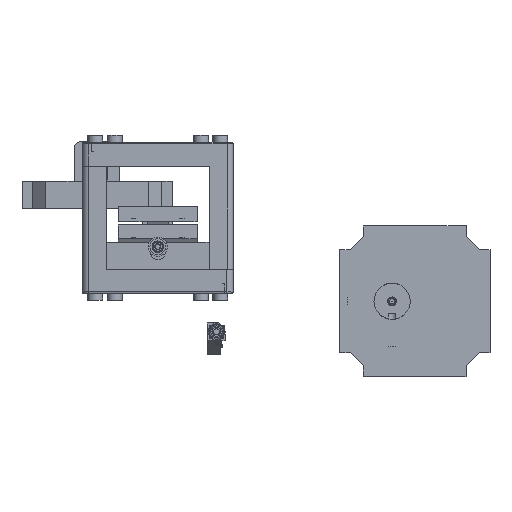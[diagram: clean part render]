
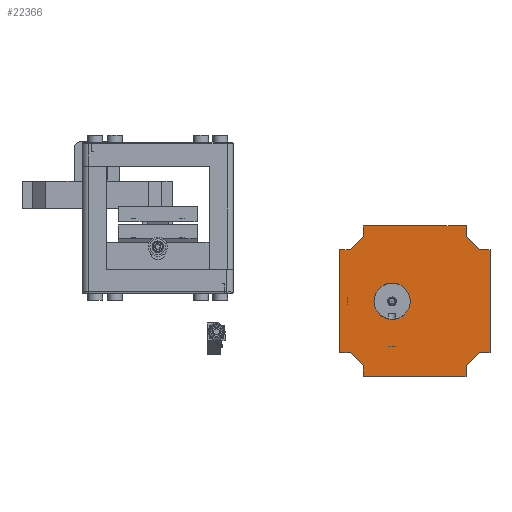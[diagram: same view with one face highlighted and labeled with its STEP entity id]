
A CAD part, top view. The second image highlights one B-rep face of the part: STEP entity #22366.
In plain terms, the highlighted planar face has unit normal (0, 0, 1).
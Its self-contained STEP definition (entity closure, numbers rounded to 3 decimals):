
#715=FACE_BOUND('',#3940,.T.);
#1272=PLANE('',#24404);
#2637=FACE_OUTER_BOUND('',#3939,.T.);
#3939=EDGE_LOOP('',(#18550,#18551,#18552,#18553,#18554,#18555,#18556,#18557,
#18558,#18559,#18560,#18561,#18562,#18563,#18564,#18565));
#3940=EDGE_LOOP('',(#18566));
#4888=CIRCLE('',#24391,6.);
#6662=LINE('',#37415,#8617);
#6666=LINE('',#37422,#8621);
#6669=LINE('',#37428,#8624);
#6672=LINE('',#37436,#8627);
#6675=LINE('',#37442,#8630);
#6679=LINE('',#37449,#8634);
#6682=LINE('',#37457,#8637);
#6686=LINE('',#37464,#8641);
#6689=LINE('',#37470,#8644);
#6692=LINE('',#37478,#8647);
#6695=LINE('',#37484,#8650);
#6699=LINE('',#37491,#8654);
#6700=LINE('',#37493,#8655);
#6701=LINE('',#37494,#8656);
#6702=LINE('',#37495,#8657);
#6703=LINE('',#37496,#8658);
#8617=VECTOR('',#28965,10.);
#8621=VECTOR('',#28971,10.);
#8624=VECTOR('',#28976,10.);
#8627=VECTOR('',#28981,10.);
#8630=VECTOR('',#28986,10.);
#8634=VECTOR('',#28992,10.);
#8637=VECTOR('',#28997,10.);
#8641=VECTOR('',#29003,10.);
#8644=VECTOR('',#29008,10.);
#8647=VECTOR('',#29013,10.);
#8650=VECTOR('',#29018,10.);
#8654=VECTOR('',#29024,10.);
#8655=VECTOR('',#29027,10.);
#8656=VECTOR('',#29028,10.);
#8657=VECTOR('',#29029,10.);
#8658=VECTOR('',#29030,10.);
#10497=VERTEX_POINT('',#37405);
#10500=VERTEX_POINT('',#37412);
#10501=VERTEX_POINT('',#37414);
#10503=VERTEX_POINT('',#37420);
#10505=VERTEX_POINT('',#37426);
#10508=VERTEX_POINT('',#37433);
#10509=VERTEX_POINT('',#37435);
#10511=VERTEX_POINT('',#37441);
#10513=VERTEX_POINT('',#37447);
#10516=VERTEX_POINT('',#37454);
#10517=VERTEX_POINT('',#37456);
#10519=VERTEX_POINT('',#37462);
#10521=VERTEX_POINT('',#37468);
#10524=VERTEX_POINT('',#37475);
#10525=VERTEX_POINT('',#37477);
#10527=VERTEX_POINT('',#37483);
#10529=VERTEX_POINT('',#37489);
#13309=EDGE_CURVE('',#10497,#10497,#4888,.T.);
#13312=EDGE_CURVE('',#10500,#10501,#6662,.T.);
#13316=EDGE_CURVE('',#10503,#10500,#6666,.T.);
#13319=EDGE_CURVE('',#10505,#10503,#6669,.T.);
#13322=EDGE_CURVE('',#10509,#10508,#6672,.T.);
#13325=EDGE_CURVE('',#10511,#10509,#6675,.T.);
#13329=EDGE_CURVE('',#10508,#10513,#6679,.T.);
#13332=EDGE_CURVE('',#10517,#10516,#6682,.T.);
#13336=EDGE_CURVE('',#10516,#10519,#6686,.T.);
#13339=EDGE_CURVE('',#10519,#10521,#6689,.T.);
#13342=EDGE_CURVE('',#10525,#10524,#6692,.T.);
#13345=EDGE_CURVE('',#10527,#10525,#6695,.T.);
#13349=EDGE_CURVE('',#10524,#10529,#6699,.T.);
#13350=EDGE_CURVE('',#10529,#10517,#6700,.T.);
#13351=EDGE_CURVE('',#10521,#10501,#6701,.T.);
#13352=EDGE_CURVE('',#10511,#10505,#6702,.T.);
#13353=EDGE_CURVE('',#10513,#10527,#6703,.T.);
#18550=ORIENTED_EDGE('',*,*,#13350,.T.);
#18551=ORIENTED_EDGE('',*,*,#13332,.T.);
#18552=ORIENTED_EDGE('',*,*,#13336,.T.);
#18553=ORIENTED_EDGE('',*,*,#13339,.T.);
#18554=ORIENTED_EDGE('',*,*,#13351,.T.);
#18555=ORIENTED_EDGE('',*,*,#13312,.F.);
#18556=ORIENTED_EDGE('',*,*,#13316,.F.);
#18557=ORIENTED_EDGE('',*,*,#13319,.F.);
#18558=ORIENTED_EDGE('',*,*,#13352,.F.);
#18559=ORIENTED_EDGE('',*,*,#13325,.T.);
#18560=ORIENTED_EDGE('',*,*,#13322,.T.);
#18561=ORIENTED_EDGE('',*,*,#13329,.T.);
#18562=ORIENTED_EDGE('',*,*,#13353,.T.);
#18563=ORIENTED_EDGE('',*,*,#13345,.T.);
#18564=ORIENTED_EDGE('',*,*,#13342,.T.);
#18565=ORIENTED_EDGE('',*,*,#13349,.T.);
#18566=ORIENTED_EDGE('',*,*,#13309,.T.);
#22366=ADVANCED_FACE('',(#2637,#715),#1272,.T.);
#24391=AXIS2_PLACEMENT_3D('',#37407,#28959,#28960);
#24404=AXIS2_PLACEMENT_3D('',#37492,#29025,#29026);
#28959=DIRECTION('center_axis',(0.,0.,-1.));
#28960=DIRECTION('ref_axis',(-1.,0.,0.));
#28965=DIRECTION('',(-1.,0.,0.));
#28971=DIRECTION('',(-0.707,0.707,0.));
#28976=DIRECTION('',(0.,1.,0.));
#28981=DIRECTION('',(0.707,0.707,0.));
#28986=DIRECTION('',(0.,1.,0.));
#28992=DIRECTION('',(1.,0.,0.));
#28997=DIRECTION('',(0.,-1.,0.));
#29003=DIRECTION('',(-0.707,-0.707,0.));
#29008=DIRECTION('',(-1.,0.,0.));
#29013=DIRECTION('',(-0.707,0.707,0.));
#29018=DIRECTION('',(-1.,0.,0.));
#29024=DIRECTION('',(0.,1.,0.));
#29025=DIRECTION('center_axis',(0.,0.,1.));
#29026=DIRECTION('ref_axis',(1.,0.,0.));
#29027=DIRECTION('',(-1.,0.,0.));
#29028=DIRECTION('',(0.,-1.,0.));
#29029=DIRECTION('',(-1.,0.,0.));
#29030=DIRECTION('',(0.,1.,0.));
#37405=CARTESIAN_POINT('',(-22.43,20.93,18.));
#37407=CARTESIAN_POINT('Origin',(-28.43,20.93,18.));
#37412=CARTESIAN_POINT('',(-42.255,3.93,18.));
#37414=CARTESIAN_POINT('',(-45.83,3.93,18.));
#37415=CARTESIAN_POINT('',(-42.255,3.93,18.));
#37420=CARTESIAN_POINT('',(-37.93,-0.395,18.));
#37422=CARTESIAN_POINT('',(-37.93,-0.395,18.));
#37426=CARTESIAN_POINT('',(-37.93,-3.97,18.));
#37428=CARTESIAN_POINT('',(-37.93,-4.17,18.));
#37433=CARTESIAN_POINT('',(0.395,3.93,18.));
#37435=CARTESIAN_POINT('',(-3.971,-0.437,18.));
#37436=CARTESIAN_POINT('',(-3.971,-0.437,18.));
#37441=CARTESIAN_POINT('',(-3.971,-3.97,18.));
#37442=CARTESIAN_POINT('',(-3.971,-4.17,18.));
#37447=CARTESIAN_POINT('',(3.97,3.93,18.));
#37449=CARTESIAN_POINT('',(0.395,3.93,18.));
#37454=CARTESIAN_POINT('',(-37.93,42.255,18.));
#37456=CARTESIAN_POINT('',(-37.93,45.83,18.));
#37457=CARTESIAN_POINT('',(-37.93,46.03,18.));
#37462=CARTESIAN_POINT('',(-42.255,37.93,18.));
#37464=CARTESIAN_POINT('',(-37.93,42.255,18.));
#37468=CARTESIAN_POINT('',(-45.83,37.93,18.));
#37470=CARTESIAN_POINT('',(-42.255,37.93,18.));
#37475=CARTESIAN_POINT('',(-3.93,42.255,18.));
#37477=CARTESIAN_POINT('',(0.395,37.93,18.));
#37478=CARTESIAN_POINT('',(0.395,37.93,18.));
#37483=CARTESIAN_POINT('',(3.97,37.93,18.));
#37484=CARTESIAN_POINT('',(4.17,37.93,18.));
#37489=CARTESIAN_POINT('',(-3.93,45.83,18.));
#37491=CARTESIAN_POINT('',(-3.93,42.255,18.));
#37492=CARTESIAN_POINT('Origin',(-20.93,20.93,18.));
#37493=CARTESIAN_POINT('',(-3.93,45.83,18.));
#37494=CARTESIAN_POINT('',(-45.83,37.93,18.));
#37495=CARTESIAN_POINT('',(-37.73,-3.97,18.));
#37496=CARTESIAN_POINT('',(3.97,3.93,18.));
